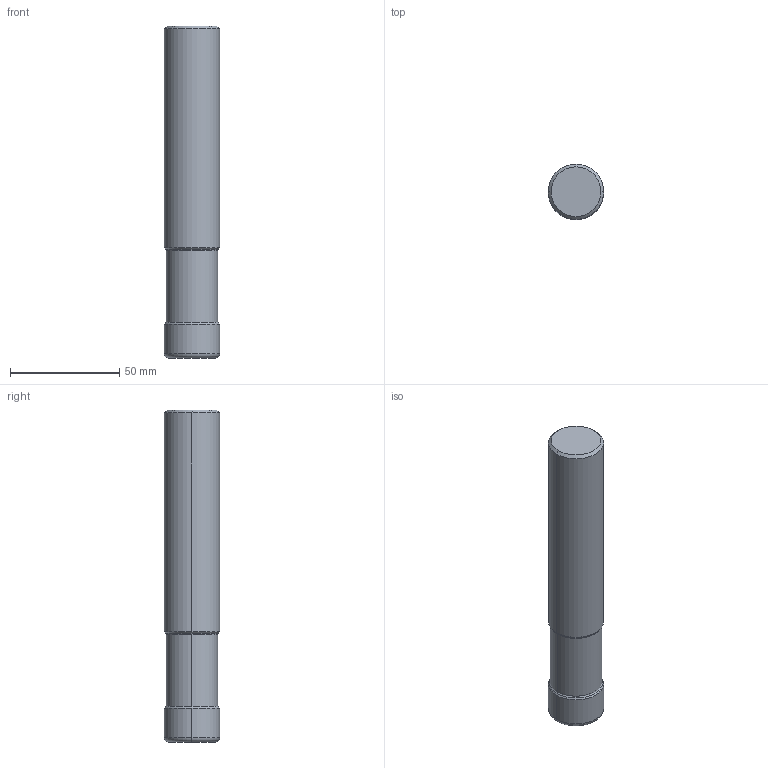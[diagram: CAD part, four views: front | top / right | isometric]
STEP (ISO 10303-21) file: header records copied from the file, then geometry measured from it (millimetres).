
FILE_DESCRIPTION(/* description */ (''),/* implementation_level */ '2;1');
FILE_NAME(/* name */ 'BXD4000R162SA16S_IR0_079.stp',/* time_stamp */ '2023-03-06T12:41:37+09:00',/* author */ (''),/* organization */ (''),/* preprocessor_version */ 'ST-DEVELOPER v16',/* originating_system */ 'SIEMENS PLM Software NX 10.0',/* authorisation */ '');
FILE_SCHEMA (('AUTOMOTIVE_DESIGN { 1 0 10303 214 3 1 1 1 }'));
Length unit declared in the file: millimetre
Products named in the file (1): BXD4000R162SA16S_IR0_079_ASM_2_ASM
Bounding box: 25.4 x 25.4 x 152.25 mm (x, y, z)
Volume: 80305 mm3; surface area: 15167.6 mm2
Topology: 2 solids, 2 shells, 53 faces, 121 edges, 87 vertices
Faces by surface type: cone 34, torus 10, cylinder 6, plane 3
Entity records: 1597 total; most frequent: DIRECTION 311, CARTESIAN_POINT 239, ORIENTED_EDGE 212, AXIS2_PLACEMENT_3D 129, EDGE_CURVE 106, CIRCLE 68, VERTEX_POINT 56, EDGE_LOOP 54
